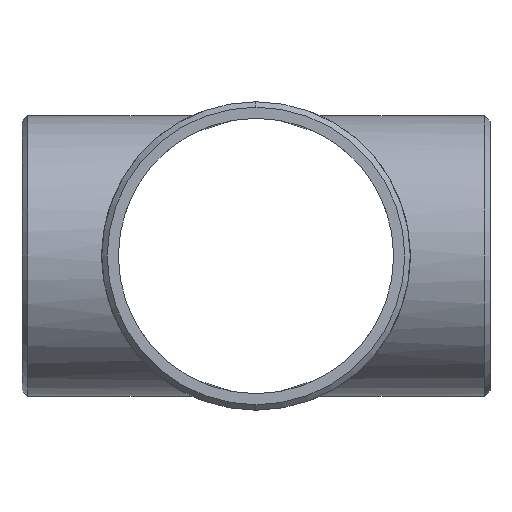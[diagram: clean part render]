
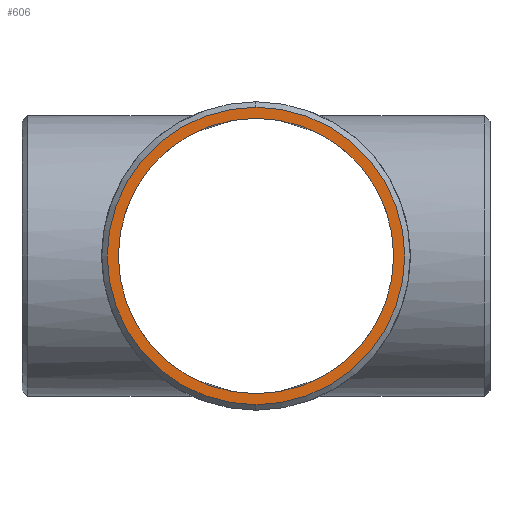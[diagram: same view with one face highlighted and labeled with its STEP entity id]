
A CAD part, left-side view. The second image highlights one B-rep face of the part: STEP entity #606.
In plain terms, the highlighted planar face has unit normal (-1, 0, 0).
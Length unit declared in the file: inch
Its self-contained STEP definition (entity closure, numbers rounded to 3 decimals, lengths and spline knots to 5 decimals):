
#29 = FACE_BOUND ( 'NONE', #1357, .T. ) ;
#38 = VERTEX_POINT ( 'NONE', #1081 ) ;
#44 = DIRECTION ( 'NONE',  ( 0., 0., 1. ) ) ;
#47 = EDGE_CURVE ( 'NONE', #1159, #38, #1070, .T. ) ;
#57 = FACE_OUTER_BOUND ( 'NONE', #74, .T. ) ;
#74 = EDGE_LOOP ( 'NONE', ( #1095, #256 ) ) ;
#256 = ORIENTED_EDGE ( 'NONE', *, *, #1551, .T. ) ;
#321 = DIRECTION ( 'NONE',  ( -1., 0., 0. ) ) ;
#327 = CIRCLE ( 'NONE', #1478, 6.25 ) ;
#359 = AXIS2_PLACEMENT_3D ( 'NONE', #1580, #1189, #44 ) ;
#457 = DIRECTION ( 'NONE',  ( 0., 0., 1. ) ) ;
#458 = AXIS2_PLACEMENT_3D ( 'NONE', #1257, #756, #1193 ) ;
#469 = DIRECTION ( 'NONE',  ( 0., 0., -1. ) ) ;
#567 = CARTESIAN_POINT ( 'NONE',  ( -11., 0., -6.25 ) ) ;
#606 = ADVANCED_FACE ( 'NONE', ( #57, #29 ), #1029, .T. ) ;
#631 = VERTEX_POINT ( 'NONE', #567 ) ;
#639 = DIRECTION ( 'NONE',  ( 0., 0., 1. ) ) ;
#655 = EDGE_CURVE ( 'NONE', #631, #846, #1170, .T. ) ;
#693 = EDGE_CURVE ( 'NONE', #846, #631, #327, .T. ) ;
#747 = ORIENTED_EDGE ( 'NONE', *, *, #655, .T. ) ;
#756 = DIRECTION ( 'NONE',  ( 1., 0., 0. ) ) ;
#834 = DIRECTION ( 'NONE',  ( 1., 0., 0. ) ) ;
#836 = CARTESIAN_POINT ( 'NONE',  ( -11., 0., 0. ) ) ;
#846 = VERTEX_POINT ( 'NONE', #1309 ) ;
#980 = AXIS2_PLACEMENT_3D ( 'NONE', #836, #321, #469 ) ;
#1019 = CARTESIAN_POINT ( 'NONE',  ( -11., 0., -6.75 ) ) ;
#1025 = CARTESIAN_POINT ( 'NONE',  ( -11., 0., 0. ) ) ;
#1029 = PLANE ( 'NONE',  #980 ) ;
#1070 = CIRCLE ( 'NONE', #359, 6.75 ) ;
#1077 = CARTESIAN_POINT ( 'NONE',  ( -11., 0., 0. ) ) ;
#1081 = CARTESIAN_POINT ( 'NONE',  ( -11., 0., 6.75 ) ) ;
#1095 = ORIENTED_EDGE ( 'NONE', *, *, #47, .T. ) ;
#1142 = AXIS2_PLACEMENT_3D ( 'NONE', #1025, #1418, #639 ) ;
#1159 = VERTEX_POINT ( 'NONE', #1019 ) ;
#1170 = CIRCLE ( 'NONE', #458, 6.25 ) ;
#1189 = DIRECTION ( 'NONE',  ( -1., 0., 0. ) ) ;
#1193 = DIRECTION ( 'NONE',  ( 0., 0., 1. ) ) ;
#1257 = CARTESIAN_POINT ( 'NONE',  ( -11., 0., 0. ) ) ;
#1303 = CIRCLE ( 'NONE', #1142, 6.75 ) ;
#1309 = CARTESIAN_POINT ( 'NONE',  ( -11., 0., 6.25 ) ) ;
#1357 = EDGE_LOOP ( 'NONE', ( #1400, #747 ) ) ;
#1400 = ORIENTED_EDGE ( 'NONE', *, *, #693, .T. ) ;
#1418 = DIRECTION ( 'NONE',  ( -1., 0., 0. ) ) ;
#1478 = AXIS2_PLACEMENT_3D ( 'NONE', #1077, #834, #457 ) ;
#1551 = EDGE_CURVE ( 'NONE', #38, #1159, #1303, .T. ) ;
#1580 = CARTESIAN_POINT ( 'NONE',  ( -11., 0., 0. ) ) ;
